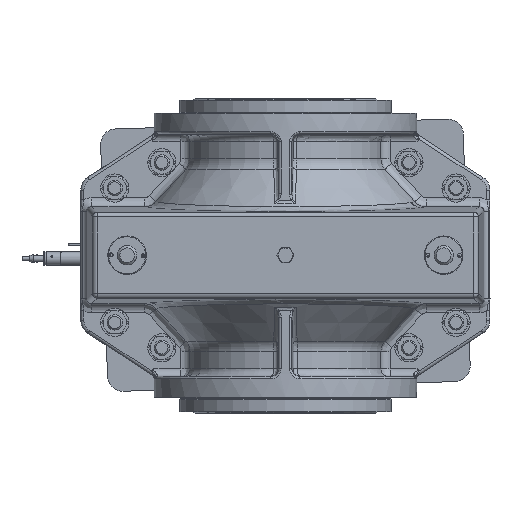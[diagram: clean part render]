
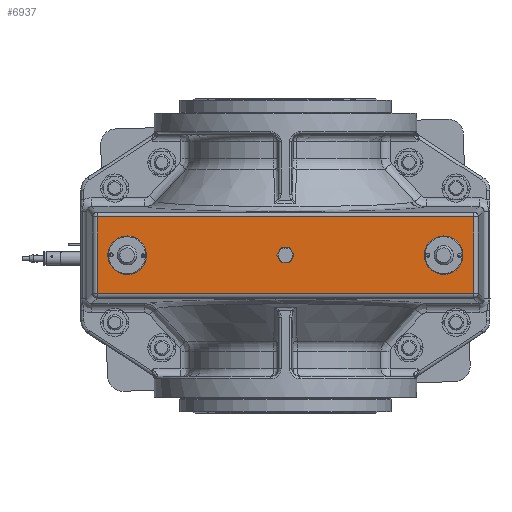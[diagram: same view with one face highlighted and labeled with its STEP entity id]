
A CAD part, front view. The second image highlights one B-rep face of the part: STEP entity #6937.
In plain terms, the highlighted planar face has unit normal (0, -1, 0).
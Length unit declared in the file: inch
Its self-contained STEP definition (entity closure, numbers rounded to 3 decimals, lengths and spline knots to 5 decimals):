
#6829=CARTESIAN_POINT('',(9.20301,2.86766,8.33641));
#6830=VERTEX_POINT('',#6829);
#6855=CARTESIAN_POINT('',(9.20301,2.86766,12.25178));
#6856=VERTEX_POINT('',#6855);
#6864=CARTESIAN_POINT('',(9.20301,2.86766,12.25178));
#6865=DIRECTION('',(0.,0.,-1.0));
#6866=VECTOR('',#6865,3.91537);
#6867=LINE('',#6864,#6866);
#6868=EDGE_CURVE('',#6856,#6830,#6867,.T.);
#6874=CARTESIAN_POINT('',(-0.40053,2.86766,10.29409));
#6875=DIRECTION('',(0.,-1.0,0.));
#6876=DIRECTION('',(0.,0.,-1.0));
#6877=AXIS2_PLACEMENT_3D('',#6874,#6875,#6876);
#6878=PLANE('',#6877);
#6879=ORIENTED_EDGE('',*,*,#6868,.F.);
#6880=CARTESIAN_POINT('',(-10.00406,2.86766,12.25178));
#6881=VERTEX_POINT('',#6880);
#6882=CARTESIAN_POINT('',(-10.00406,2.86766,12.25178));
#6883=DIRECTION('',(1.0,0.0,0.0));
#6884=VECTOR('',#6883,19.20707);
#6885=LINE('',#6882,#6884);
#6886=EDGE_CURVE('',#6881,#6856,#6885,.T.);
#6887=ORIENTED_EDGE('',*,*,#6886,.F.);
#6888=CARTESIAN_POINT('',(-10.00406,2.86766,8.33641));
#6889=VERTEX_POINT('',#6888);
#6890=CARTESIAN_POINT('',(-10.00406,2.86766,8.33641));
#6891=DIRECTION('',(0.,0.,1.0));
#6892=VECTOR('',#6891,3.91537);
#6893=LINE('',#6890,#6892);
#6894=EDGE_CURVE('',#6889,#6881,#6893,.T.);
#6895=ORIENTED_EDGE('',*,*,#6894,.F.);
#6896=CARTESIAN_POINT('',(9.20301,2.86766,8.33641));
#6897=DIRECTION('',(-1.0,0.0,0.0));
#6898=VECTOR('',#6897,19.20707);
#6899=LINE('',#6896,#6898);
#6900=EDGE_CURVE('',#6830,#6889,#6899,.T.);
#6901=ORIENTED_EDGE('',*,*,#6900,.F.);
#6902=EDGE_LOOP('',(#6879,#6887,#6895,#6901));
#6903=FACE_OUTER_BOUND('',#6902,.T.);
#6904=CARTESIAN_POINT('',(6.93215,2.86766,10.29409));
#6905=VERTEX_POINT('',#6904);
#6906=CARTESIAN_POINT('',(7.67034,2.86766,10.29409));
#6907=DIRECTION('',(0.0,-1.0,0.));
#6908=DIRECTION('',(1.0,0.0,0.0));
#6909=AXIS2_PLACEMENT_3D('',#6906,#6907,#6908);
#6910=CIRCLE('',#6909,0.73819);
#6911=EDGE_CURVE('',#6905,#6905,#6910,.T.);
#6912=ORIENTED_EDGE('',*,*,#6911,.F.);
#6913=EDGE_LOOP('',(#6912));
#6914=FACE_BOUND('',#6913,.T.);
#6915=CARTESIAN_POINT('',(-7.7332,2.86766,10.29409));
#6916=VERTEX_POINT('',#6915);
#6917=CARTESIAN_POINT('',(-8.47139,2.86766,10.29409));
#6918=DIRECTION('',(0.0,1.0,0.));
#6919=DIRECTION('',(-1.0,0.0,0.0));
#6920=AXIS2_PLACEMENT_3D('',#6917,#6918,#6919);
#6921=CIRCLE('',#6920,0.73819);
#6922=EDGE_CURVE('',#6916,#6916,#6921,.T.);
#6923=ORIENTED_EDGE('',*,*,#6922,.T.);
#6924=EDGE_LOOP('',(#6923));
#6925=FACE_BOUND('',#6924,.T.);
#6926=CARTESIAN_POINT('',(-0.62198,2.86766,10.29409));
#6927=VERTEX_POINT('',#6926);
#6928=CARTESIAN_POINT('',(-0.40053,2.86766,10.29409));
#6929=DIRECTION('',(0.0,-1.0,0.));
#6930=DIRECTION('',(1.0,0.0,0.0));
#6931=AXIS2_PLACEMENT_3D('',#6928,#6929,#6930);
#6932=CIRCLE('',#6931,0.22146);
#6933=EDGE_CURVE('',#6927,#6927,#6932,.T.);
#6934=ORIENTED_EDGE('',*,*,#6933,.F.);
#6935=EDGE_LOOP('',(#6934));
#6936=FACE_BOUND('',#6935,.T.);
#6937=ADVANCED_FACE('',(#6903,#6914,#6925,#6936),#6878,.T.);
